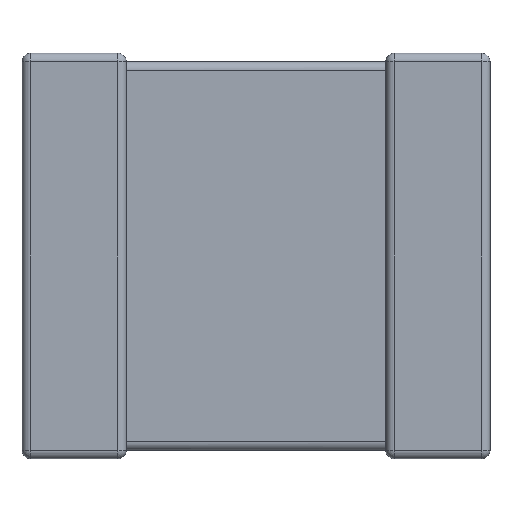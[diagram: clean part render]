
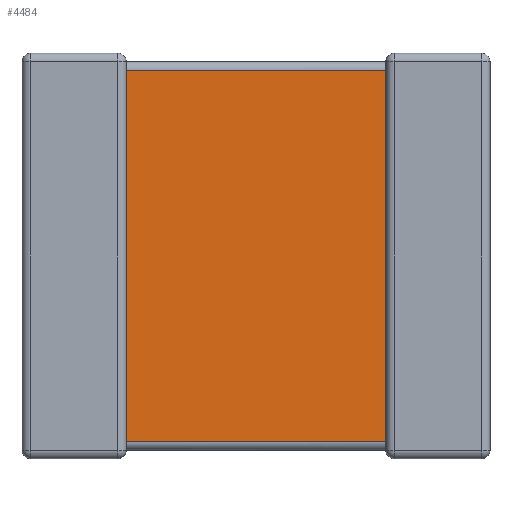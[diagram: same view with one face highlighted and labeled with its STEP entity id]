
A CAD part, front view. The second image highlights one B-rep face of the part: STEP entity #4484.
In plain terms, the highlighted planar face has unit normal (0, -1, 0).
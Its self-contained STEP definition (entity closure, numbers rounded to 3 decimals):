
#356 = CARTESIAN_POINT ( 'NONE',  ( 1.67, 0.135, -6.5 ) ) ;
#364 = FACE_OUTER_BOUND ( 'NONE', #1213, .T. ) ;
#379 = EDGE_CURVE ( 'NONE', #816, #4551, #2389, .T. ) ;
#717 = VECTOR ( 'NONE', #2144, 1000. ) ;
#719 = CARTESIAN_POINT ( 'NONE',  ( 5.83, 0.135, -6.23 ) ) ;
#733 = EDGE_CURVE ( 'NONE', #4544, #4551, #1670, .T. ) ;
#734 = CARTESIAN_POINT ( 'NONE',  ( 5.83, 0.135, -6.23 ) ) ;
#816 = VERTEX_POINT ( 'NONE', #2247 ) ;
#898 = EDGE_CURVE ( 'NONE', #4539, #816, #1883, .T. ) ;
#919 = CARTESIAN_POINT ( 'NONE',  ( 5.83, 0.135, -6.5 ) ) ;
#1011 = VECTOR ( 'NONE', #1273, 1000. ) ;
#1213 = EDGE_LOOP ( 'NONE', ( #4536, #3829, #4051, #2507 ) ) ;
#1273 = DIRECTION ( 'NONE',  ( 0., 0., 1. ) ) ;
#1670 = LINE ( 'NONE', #2538, #3861 ) ;
#1883 = LINE ( 'NONE', #919, #1011 ) ;
#2060 = PLANE ( 'NONE',  #2978 ) ;
#2144 = DIRECTION ( 'NONE',  ( 1., 0., 0. ) ) ;
#2247 = CARTESIAN_POINT ( 'NONE',  ( 5.83, 0.135, -0.27 ) ) ;
#2251 = DIRECTION ( 'NONE',  ( -1., 0., 0. ) ) ;
#2389 = LINE ( 'NONE', #4026, #2892 ) ;
#2442 = CARTESIAN_POINT ( 'NONE',  ( 1.67, 0.135, -6.23 ) ) ;
#2507 = ORIENTED_EDGE ( 'NONE', *, *, #379, .T. ) ;
#2538 = CARTESIAN_POINT ( 'NONE',  ( 1.67, 0.135, -6.5 ) ) ;
#2578 = LINE ( 'NONE', #734, #717 ) ;
#2892 = VECTOR ( 'NONE', #2251, 1000. ) ;
#2978 = AXIS2_PLACEMENT_3D ( 'NONE', #356, #3125, #4510 ) ;
#3125 = DIRECTION ( 'NONE',  ( 0., -1., 0. ) ) ;
#3418 = EDGE_CURVE ( 'NONE', #4544, #4539, #2578, .T. ) ;
#3829 = ORIENTED_EDGE ( 'NONE', *, *, #3418, .T. ) ;
#3861 = VECTOR ( 'NONE', #4295, 1000. ) ;
#4026 = CARTESIAN_POINT ( 'NONE',  ( 1.67, 0.135, -0.27 ) ) ;
#4051 = ORIENTED_EDGE ( 'NONE', *, *, #898, .T. ) ;
#4157 = CARTESIAN_POINT ( 'NONE',  ( 1.67, 0.135, -0.27 ) ) ;
#4295 = DIRECTION ( 'NONE',  ( 0., 0., 1. ) ) ;
#4484 = ADVANCED_FACE ( 'NONE', ( #364 ), #2060, .T. ) ;
#4510 = DIRECTION ( 'NONE',  ( 0., 0., -1. ) ) ;
#4536 = ORIENTED_EDGE ( 'NONE', *, *, #733, .F. ) ;
#4539 = VERTEX_POINT ( 'NONE', #719 ) ;
#4544 = VERTEX_POINT ( 'NONE', #2442 ) ;
#4551 = VERTEX_POINT ( 'NONE', #4157 ) ;
